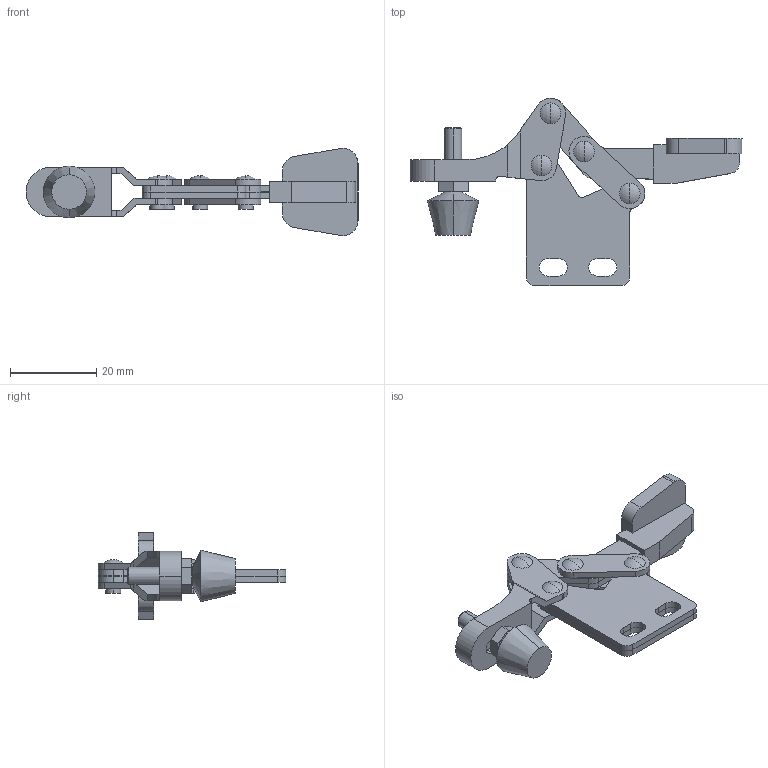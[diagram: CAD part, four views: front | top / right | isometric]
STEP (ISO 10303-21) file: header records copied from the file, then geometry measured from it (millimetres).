
FILE_DESCRIPTION (( 'STEP AP214' ), '1' );
FILE_NAME ('GH-21800(Â²¤Æ)-1.STEP', '2020-07-16T03:42:24', ( 'LinWei' ), ( '' ), 'SwSTEP 2.0', 'SolidWorks 2016', '' );
FILE_SCHEMA (( 'AUTOMOTIVE_DESIGN' ));
Length unit declared in the file: millimetre
Products named in the file (6): Group1^GH-21800(簡化); 12080001-1^GH-21800(簡化)-1; Group5^GH-21800(簡化)-1; Group3^GH-21800(簡化)-1; Group2^GH-21800(簡化)-1; GH-21800(簡化)-1
Assembly tree (5 placements, depth 2):
  GH-21800(簡化)-1
    Group2^GH-21800(簡化)-1
    Group3^GH-21800(簡化)-1
    Group5^GH-21800(簡化)-1
    12080001-1^GH-21800(簡化)-1
    Group1^GH-21800(簡化)
Bounding box: 77.03 x 43.5 x 20.26 mm (x, y, z)
Volume: 6843.8 mm3; surface area: 7328.2 mm2
Topology: 5 solids, 5 shells, 242 faces, 596 edges, 380 vertices
Faces by surface type: plane 103, cylinder 101, cone 30, sphere 8
Entity records: 7988 total; most frequent: CARTESIAN_POINT 1370, DIRECTION 1279, ORIENTED_EDGE 1192, EDGE_CURVE 596, AXIS2_PLACEMENT_3D 481, VERTEX_POINT 380, LINE 317, VECTOR 317
